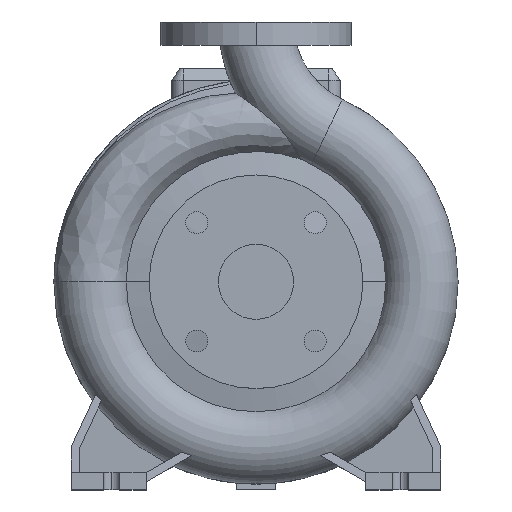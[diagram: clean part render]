
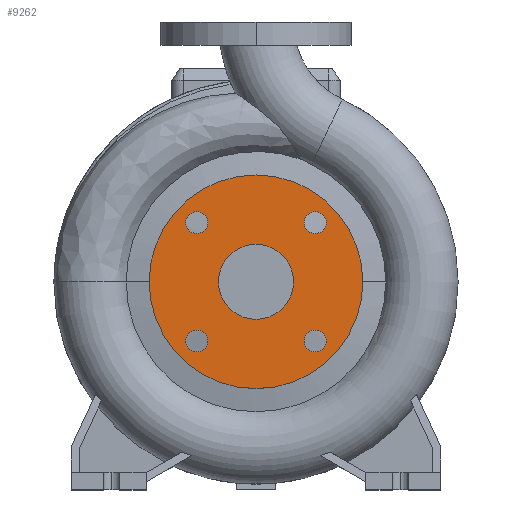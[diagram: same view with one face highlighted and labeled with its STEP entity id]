
A CAD part, top view. The second image highlights one B-rep face of the part: STEP entity #9262.
In plain terms, the highlighted planar face has unit normal (0, 0, 1).
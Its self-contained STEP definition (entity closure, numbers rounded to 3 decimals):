
#108 = DIRECTION ( 'NONE',  ( 1., 0., 0. ) ) ;
#228 = CIRCLE ( 'NONE', #6220, 9.5 ) ;
#258 = ORIENTED_EDGE ( 'NONE', *, *, #4033, .F. ) ;
#261 = DIRECTION ( 'NONE',  ( 0., 0., 1. ) ) ;
#298 = CARTESIAN_POINT ( 'NONE',  ( 60.765, 51.265, 100. ) ) ;
#373 = CARTESIAN_POINT ( 'NONE',  ( 41.765, -51.265, 100. ) ) ;
#665 = VERTEX_POINT ( 'NONE', #9293 ) ;
#706 = VERTEX_POINT ( 'NONE', #12457 ) ;
#1036 = VERTEX_POINT ( 'NONE', #373 ) ;
#1283 = DIRECTION ( 'NONE',  ( 0., 0., 1. ) ) ;
#1432 = CARTESIAN_POINT ( 'NONE',  ( -32.5, 0., 100. ) ) ;
#1494 = DIRECTION ( 'NONE',  ( 0., 0., 1. ) ) ;
#1548 = CARTESIAN_POINT ( 'NONE',  ( 0., 0., 100. ) ) ;
#1685 = AXIS2_PLACEMENT_3D ( 'NONE', #2280, #6664, #2355 ) ;
#1822 = CIRCLE ( 'NONE', #11702, 92.5 ) ;
#2105 = DIRECTION ( 'NONE',  ( 1., 0., 0. ) ) ;
#2280 = CARTESIAN_POINT ( 'NONE',  ( 0., 92.5, 100. ) ) ;
#2309 = AXIS2_PLACEMENT_3D ( 'NONE', #1548, #4204, #11968 ) ;
#2355 = DIRECTION ( 'NONE',  ( -1., 0., 0. ) ) ;
#2641 = DIRECTION ( 'NONE',  ( 0., 0., 1. ) ) ;
#2762 = EDGE_CURVE ( 'NONE', #12273, #8450, #1822, .T. ) ;
#3206 = AXIS2_PLACEMENT_3D ( 'NONE', #14134, #11178, #7870 ) ;
#3333 = EDGE_CURVE ( 'NONE', #665, #6511, #5053, .T. ) ;
#3335 = CIRCLE ( 'NONE', #9094, 9.5 ) ;
#3352 = ORIENTED_EDGE ( 'NONE', *, *, #4389, .F. ) ;
#3438 = CARTESIAN_POINT ( 'NONE',  ( 51.265, 51.265, 100. ) ) ;
#3570 = CARTESIAN_POINT ( 'NONE',  ( 51.265, -51.265, 100. ) ) ;
#3882 = EDGE_LOOP ( 'NONE', ( #13243, #258 ) ) ;
#4033 = EDGE_CURVE ( 'NONE', #13797, #11220, #228, .T. ) ;
#4204 = DIRECTION ( 'NONE',  ( 0., 0., 1. ) ) ;
#4389 = EDGE_CURVE ( 'NONE', #1036, #10466, #7374, .T. ) ;
#4693 = EDGE_CURVE ( 'NONE', #7134, #8255, #8517, .T. ) ;
#4785 = ORIENTED_EDGE ( 'NONE', *, *, #12940, .F. ) ;
#4793 = EDGE_CURVE ( 'NONE', #12628, #706, #7153, .T. ) ;
#4859 = EDGE_LOOP ( 'NONE', ( #6499, #14072 ) ) ;
#4975 = DIRECTION ( 'NONE',  ( 1., 0., 0. ) ) ;
#5053 = CIRCLE ( 'NONE', #3206, 9.5 ) ;
#5081 = CARTESIAN_POINT ( 'NONE',  ( 41.765, 51.265, 100. ) ) ;
#5486 = EDGE_CURVE ( 'NONE', #6511, #665, #13597, .T. ) ;
#5498 = DIRECTION ( 'NONE',  ( 0., 0., 1. ) ) ;
#5587 = FACE_BOUND ( 'NONE', #4859, .T. ) ;
#5658 = PLANE ( 'NONE',  #1685 ) ;
#5680 = AXIS2_PLACEMENT_3D ( 'NONE', #3570, #2641, #108 ) ;
#5690 = AXIS2_PLACEMENT_3D ( 'NONE', #12614, #13623, #7287 ) ;
#6121 = DIRECTION ( 'NONE',  ( 0., 0., 1. ) ) ;
#6220 = AXIS2_PLACEMENT_3D ( 'NONE', #13505, #1494, #8966 ) ;
#6232 = CARTESIAN_POINT ( 'NONE',  ( -41.765, 51.265, 100. ) ) ;
#6241 = AXIS2_PLACEMENT_3D ( 'NONE', #12775, #9596, #6434 ) ;
#6434 = DIRECTION ( 'NONE',  ( 1., 0., 0. ) ) ;
#6499 = ORIENTED_EDGE ( 'NONE', *, *, #3333, .F. ) ;
#6511 = VERTEX_POINT ( 'NONE', #13310 ) ;
#6664 = DIRECTION ( 'NONE',  ( 0., 0., -1. ) ) ;
#6750 = DIRECTION ( 'NONE',  ( 1., 0., 0. ) ) ;
#6927 = ORIENTED_EDGE ( 'NONE', *, *, #12071, .T. ) ;
#7064 = DIRECTION ( 'NONE',  ( 0., 0., 1. ) ) ;
#7134 = VERTEX_POINT ( 'NONE', #1432 ) ;
#7153 = CIRCLE ( 'NONE', #6241, 9.5 ) ;
#7269 = CARTESIAN_POINT ( 'NONE',  ( -51.265, -51.265, 100. ) ) ;
#7287 = DIRECTION ( 'NONE',  ( 1., 0., 0. ) ) ;
#7374 = CIRCLE ( 'NONE', #11273, 9.5 ) ;
#7736 = FACE_BOUND ( 'NONE', #12230, .T. ) ;
#7870 = DIRECTION ( 'NONE',  ( 1., 0., 0. ) ) ;
#7995 = CIRCLE ( 'NONE', #5690, 32.5 ) ;
#8255 = VERTEX_POINT ( 'NONE', #9207 ) ;
#8407 = AXIS2_PLACEMENT_3D ( 'NONE', #10878, #10735, #2105 ) ;
#8450 = VERTEX_POINT ( 'NONE', #9083 ) ;
#8517 = CIRCLE ( 'NONE', #2309, 32.5 ) ;
#8742 = CARTESIAN_POINT ( 'NONE',  ( 0., 0., 100. ) ) ;
#8752 = AXIS2_PLACEMENT_3D ( 'NONE', #7269, #6121, #14024 ) ;
#8876 = CARTESIAN_POINT ( 'NONE',  ( 51.265, -51.265, 100. ) ) ;
#8966 = DIRECTION ( 'NONE',  ( 1., 0., 0. ) ) ;
#8968 = FACE_BOUND ( 'NONE', #10098, .T. ) ;
#9083 = CARTESIAN_POINT ( 'NONE',  ( 92.5, 0., 100. ) ) ;
#9094 = AXIS2_PLACEMENT_3D ( 'NONE', #3438, #1283, #6750 ) ;
#9207 = CARTESIAN_POINT ( 'NONE',  ( 32.5, 0., 100. ) ) ;
#9262 = ADVANCED_FACE ( 'NONE', ( #8968, #7736, #12283, #12204, #10976, #5587 ), #5658, .F. ) ;
#9293 = CARTESIAN_POINT ( 'NONE',  ( -41.765, -51.265, 100. ) ) ;
#9353 = ORIENTED_EDGE ( 'NONE', *, *, #4693, .F. ) ;
#9428 = EDGE_LOOP ( 'NONE', ( #4785, #9353 ) ) ;
#9596 = DIRECTION ( 'NONE',  ( 0., 0., 1. ) ) ;
#10098 = EDGE_LOOP ( 'NONE', ( #10278, #3352 ) ) ;
#10239 = CIRCLE ( 'NONE', #10476, 92.5 ) ;
#10278 = ORIENTED_EDGE ( 'NONE', *, *, #13647, .F. ) ;
#10466 = VERTEX_POINT ( 'NONE', #10980 ) ;
#10476 = AXIS2_PLACEMENT_3D ( 'NONE', #8742, #261, #10966 ) ;
#10505 = CARTESIAN_POINT ( 'NONE',  ( 0., 0., 100. ) ) ;
#10735 = DIRECTION ( 'NONE',  ( 0., 0., 1. ) ) ;
#10878 = CARTESIAN_POINT ( 'NONE',  ( -51.265, 51.265, 100. ) ) ;
#10926 = CIRCLE ( 'NONE', #8407, 9.5 ) ;
#10966 = DIRECTION ( 'NONE',  ( 1., 0., 0. ) ) ;
#10976 = FACE_OUTER_BOUND ( 'NONE', #13396, .T. ) ;
#10980 = CARTESIAN_POINT ( 'NONE',  ( 60.765, -51.265, 100. ) ) ;
#11108 = DIRECTION ( 'NONE',  ( 1., 0., 0. ) ) ;
#11178 = DIRECTION ( 'NONE',  ( 0., 0., 1. ) ) ;
#11220 = VERTEX_POINT ( 'NONE', #298 ) ;
#11273 = AXIS2_PLACEMENT_3D ( 'NONE', #8876, #5498, #11108 ) ;
#11692 = EDGE_CURVE ( 'NONE', #11220, #13797, #3335, .T. ) ;
#11702 = AXIS2_PLACEMENT_3D ( 'NONE', #10505, #7064, #4975 ) ;
#11968 = DIRECTION ( 'NONE',  ( 1., 0., 0. ) ) ;
#12071 = EDGE_CURVE ( 'NONE', #8450, #12273, #10239, .T. ) ;
#12182 = EDGE_CURVE ( 'NONE', #706, #12628, #10926, .T. ) ;
#12204 = FACE_BOUND ( 'NONE', #9428, .T. ) ;
#12230 = EDGE_LOOP ( 'NONE', ( #12382, #12670 ) ) ;
#12273 = VERTEX_POINT ( 'NONE', #13103 ) ;
#12283 = FACE_BOUND ( 'NONE', #3882, .T. ) ;
#12382 = ORIENTED_EDGE ( 'NONE', *, *, #4793, .F. ) ;
#12457 = CARTESIAN_POINT ( 'NONE',  ( -60.765, 51.265, 100. ) ) ;
#12614 = CARTESIAN_POINT ( 'NONE',  ( 0., 0., 100. ) ) ;
#12628 = VERTEX_POINT ( 'NONE', #6232 ) ;
#12670 = ORIENTED_EDGE ( 'NONE', *, *, #12182, .F. ) ;
#12729 = ORIENTED_EDGE ( 'NONE', *, *, #2762, .T. ) ;
#12775 = CARTESIAN_POINT ( 'NONE',  ( -51.265, 51.265, 100. ) ) ;
#12940 = EDGE_CURVE ( 'NONE', #8255, #7134, #7995, .T. ) ;
#13103 = CARTESIAN_POINT ( 'NONE',  ( -92.5, 0., 100. ) ) ;
#13243 = ORIENTED_EDGE ( 'NONE', *, *, #11692, .F. ) ;
#13259 = CIRCLE ( 'NONE', #5680, 9.5 ) ;
#13310 = CARTESIAN_POINT ( 'NONE',  ( -60.765, -51.265, 100. ) ) ;
#13396 = EDGE_LOOP ( 'NONE', ( #6927, #12729 ) ) ;
#13505 = CARTESIAN_POINT ( 'NONE',  ( 51.265, 51.265, 100. ) ) ;
#13597 = CIRCLE ( 'NONE', #8752, 9.5 ) ;
#13623 = DIRECTION ( 'NONE',  ( 0., 0., 1. ) ) ;
#13647 = EDGE_CURVE ( 'NONE', #10466, #1036, #13259, .T. ) ;
#13797 = VERTEX_POINT ( 'NONE', #5081 ) ;
#14024 = DIRECTION ( 'NONE',  ( 1., 0., 0. ) ) ;
#14072 = ORIENTED_EDGE ( 'NONE', *, *, #5486, .F. ) ;
#14134 = CARTESIAN_POINT ( 'NONE',  ( -51.265, -51.265, 100. ) ) ;
